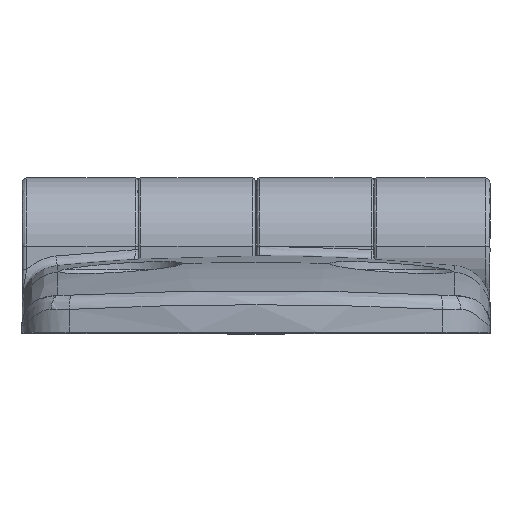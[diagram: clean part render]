
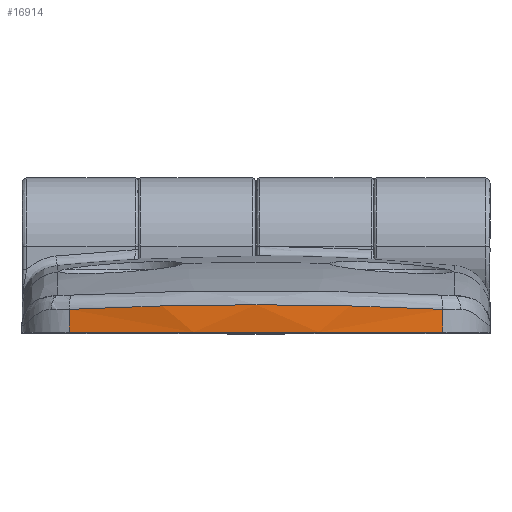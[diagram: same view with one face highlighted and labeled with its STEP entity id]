
A CAD part, top view. The second image highlights one B-rep face of the part: STEP entity #16914.
In plain terms, the highlighted cylindrical face has radius 100 mm (diameter 200 mm), a partial arc.
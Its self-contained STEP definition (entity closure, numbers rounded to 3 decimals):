
#214 = CARTESIAN_POINT ( 'NONE',  ( 19.149, 0., 46.649 ) ) ;
#1196 = CARTESIAN_POINT ( 'NONE',  ( 0., 0., -51.5 ) ) ;
#1358 = ORIENTED_EDGE ( 'NONE', *, *, #4339, .T. ) ;
#1502 = DIRECTION ( 'NONE',  ( 0., 0., -1. ) ) ;
#1825 = CARTESIAN_POINT ( 'NONE',  ( -6.493, 2.815, 48.5 ) ) ;
#2154 = B_SPLINE_CURVE_WITH_KNOTS ( 'NONE', 3,
 ( #5754, #7341, #2429, #14101 ),
 .UNSPECIFIED., .F., .F.,
 ( 4, 4 ),
 ( 0., 1. ),
 .UNSPECIFIED. ) ;
#2429 = CARTESIAN_POINT ( 'NONE',  ( 6.493, 2.815, 48.5 ) ) ;
#2874 = DIRECTION ( 'NONE',  ( 0., 0., -1. ) ) ;
#3101 = CYLINDRICAL_SURFACE ( 'NONE', #4930, 100. ) ;
#3158 = ORIENTED_EDGE ( 'NONE', *, *, #17962, .F. ) ;
#3256 = ORIENTED_EDGE ( 'NONE', *, *, #5000, .F. ) ;
#3378 = EDGE_CURVE ( 'NONE', #11189, #20167, #11385, .T. ) ;
#3500 = CARTESIAN_POINT ( 'NONE',  ( 0., 2.815, 48.5 ) ) ;
#3986 = VERTEX_POINT ( 'NONE', #214 ) ;
#4245 = CARTESIAN_POINT ( 'NONE',  ( 19.149, 2.347, 46.65 ) ) ;
#4261 = DIRECTION ( 'NONE',  ( 0., -1., 0. ) ) ;
#4339 = EDGE_CURVE ( 'NONE', #3986, #17343, #13758, .T. ) ;
#4497 = CARTESIAN_POINT ( 'NONE',  ( 0., 7.9, -51.5 ) ) ;
#4930 = AXIS2_PLACEMENT_3D ( 'NONE', #4497, #4261, #1502 ) ;
#5000 = EDGE_CURVE ( 'NONE', #3986, #12129, #5879, .T. ) ;
#5193 = CARTESIAN_POINT ( 'NONE',  ( -19.149, 2.347, 46.65 ) ) ;
#5754 = CARTESIAN_POINT ( 'NONE',  ( 19.149, 2.347, 46.65 ) ) ;
#5879 = CIRCLE ( 'NONE', #19660, 100. ) ;
#6428 = LINE ( 'NONE', #8102, #14782 ) ;
#7046 = CARTESIAN_POINT ( 'NONE',  ( -19.149, 2.347, 46.65 ) ) ;
#7341 = CARTESIAN_POINT ( 'NONE',  ( 12.914, 2.659, 47.866 ) ) ;
#7502 = ORIENTED_EDGE ( 'NONE', *, *, #21302, .T. ) ;
#8102 = CARTESIAN_POINT ( 'NONE',  ( -19.149, 15.9, 46.649 ) ) ;
#8457 = EDGE_LOOP ( 'NONE', ( #3158, #3256, #1358, #7502, #9727 ) ) ;
#9727 = ORIENTED_EDGE ( 'NONE', *, *, #3378, .T. ) ;
#9774 = DIRECTION ( 'NONE',  ( 0., 1., 0. ) ) ;
#11047 = CARTESIAN_POINT ( 'NONE',  ( 0., 2.815, 48.5 ) ) ;
#11189 = VERTEX_POINT ( 'NONE', #11047 ) ;
#11385 = B_SPLINE_CURVE_WITH_KNOTS ( 'NONE', 3,
 ( #3500, #1825, #11808, #5193 ),
 .UNSPECIFIED., .F., .F.,
 ( 4, 4 ),
 ( 0., 1. ),
 .UNSPECIFIED. ) ;
#11808 = CARTESIAN_POINT ( 'NONE',  ( -12.914, 2.659, 47.866 ) ) ;
#12129 = VERTEX_POINT ( 'NONE', #16567 ) ;
#12890 = DIRECTION ( 'NONE',  ( 0., -1., 0. ) ) ;
#13254 = VECTOR ( 'NONE', #17239, 1000. ) ;
#13540 = FACE_OUTER_BOUND ( 'NONE', #8457, .T. ) ;
#13758 = LINE ( 'NONE', #15529, #13254 ) ;
#14101 = CARTESIAN_POINT ( 'NONE',  ( 0., 2.815, 48.5 ) ) ;
#14782 = VECTOR ( 'NONE', #9774, 1000. ) ;
#15529 = CARTESIAN_POINT ( 'NONE',  ( 19.149, 7.9, 46.649 ) ) ;
#16567 = CARTESIAN_POINT ( 'NONE',  ( -19.149, 0., 46.649 ) ) ;
#16914 = ADVANCED_FACE ( 'NONE', ( #13540 ), #3101, .T. ) ;
#17239 = DIRECTION ( 'NONE',  ( 0., 1., 0. ) ) ;
#17343 = VERTEX_POINT ( 'NONE', #4245 ) ;
#17962 = EDGE_CURVE ( 'NONE', #12129, #20167, #6428, .T. ) ;
#19660 = AXIS2_PLACEMENT_3D ( 'NONE', #1196, #12890, #2874 ) ;
#20167 = VERTEX_POINT ( 'NONE', #7046 ) ;
#21302 = EDGE_CURVE ( 'NONE', #17343, #11189, #2154, .T. ) ;
